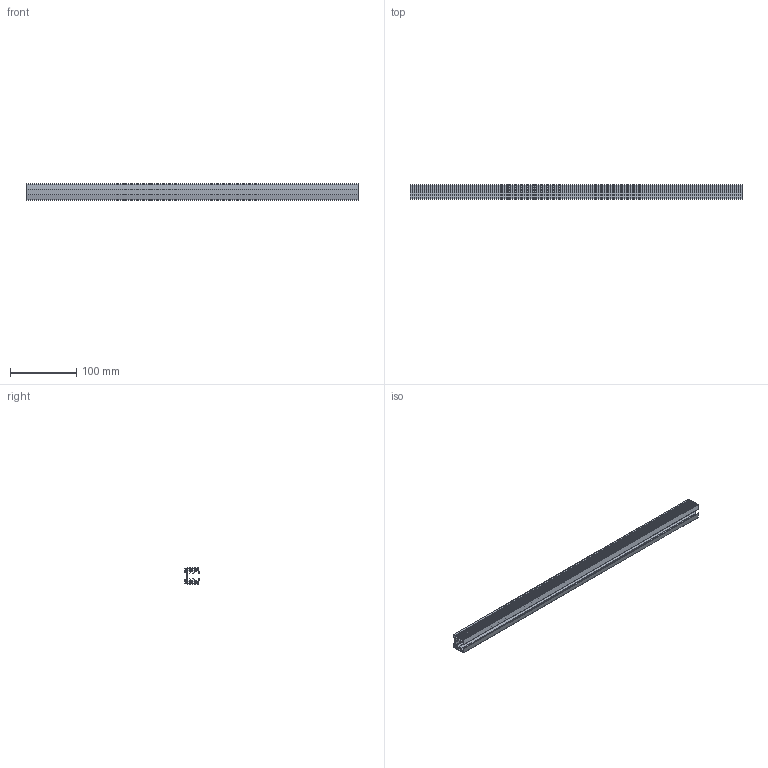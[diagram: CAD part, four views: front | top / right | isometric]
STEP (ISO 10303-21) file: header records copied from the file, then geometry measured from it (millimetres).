
FILE_DESCRIPTION (( 'STEP AP214' ), '1' );
FILE_NAME ('A19_5042-208.STEP', '2021-03-08T12:40:27', ( '' ), ( '' ), 'SwSTEP 2.0', 'SolidWorks 2019', '' );
FILE_SCHEMA (( 'AUTOMOTIVE_DESIGN' ));
Length unit declared in the file: millimetre
Products named in the file (1): A19_5042-208
Bounding box: 500 x 22.29 x 24.1 mm (x, y, z)
Volume: 114491 mm3; surface area: 133403.6 mm2
Topology: 1 solids, 1 shells, 127 faces, 375 edges, 250 vertices
Faces by surface type: plane 110, cylinder 17
Entity records: 4249 total; most frequent: CARTESIAN_POINT 753, ORIENTED_EDGE 750, DIRECTION 665, EDGE_CURVE 375, LINE 341, VECTOR 341, VERTEX_POINT 250, AXIS2_PLACEMENT_3D 162
